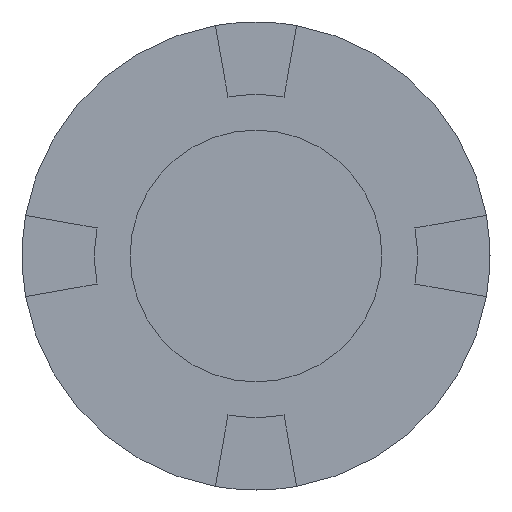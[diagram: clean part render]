
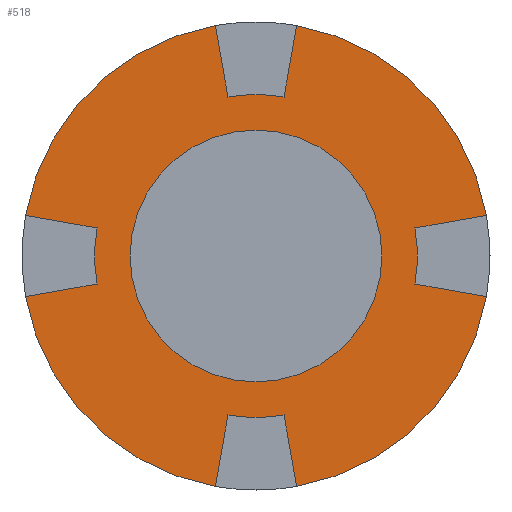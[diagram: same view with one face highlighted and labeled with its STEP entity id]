
A CAD part, front view. The second image highlights one B-rep face of the part: STEP entity #518.
In plain terms, the highlighted planar face has unit normal (0, -1, 0).
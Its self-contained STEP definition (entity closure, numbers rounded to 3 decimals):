
#1=CARTESIAN_POINT('',(0.,-11.125,0.));
#2=DIRECTION('',(0.,1.,0.));
#3=DIRECTION('',(0.,0.,-1.));
#4=AXIS2_PLACEMENT_3D('',#1,#2,#3);
#6=CARTESIAN_POINT('',(0.,-11.125,0.));
#7=DIRECTION('',(0.,1.,0.));
#8=DIRECTION('',(0.,0.,1.));
#9=AXIS2_PLACEMENT_3D('',#6,#7,#8);
#11=DIRECTION('',(0.985,0.,0.174));
#12=VECTOR('',#11,1.63);
#13=CARTESIAN_POINT('',(3.565,-11.125,0.629));
#14=LINE('',#13,#12);
#15=CARTESIAN_POINT('',(0.,-11.125,0.));
#16=DIRECTION('',(0.,-1.,0.));
#17=DIRECTION('',(0.985,0.,-0.174));
#18=AXIS2_PLACEMENT_3D('',#15,#16,#17);
#20=DIRECTION('',(-0.985,0.,0.174));
#21=VECTOR('',#20,1.63);
#22=CARTESIAN_POINT('',(5.17,-11.125,-0.912));
#23=LINE('',#22,#21);
#24=CARTESIAN_POINT('',(0.,-11.125,0.));
#25=DIRECTION('',(0.,-1.,0.));
#26=DIRECTION('',(0.174,0.,-0.985));
#27=AXIS2_PLACEMENT_3D('',#24,#25,#26);
#29=DIRECTION('',(0.174,0.,-0.985));
#30=VECTOR('',#29,1.63);
#31=CARTESIAN_POINT('',(0.629,-11.125,-3.565));
#32=LINE('',#31,#30);
#33=CARTESIAN_POINT('',(0.,-11.125,0.));
#34=DIRECTION('',(0.,-1.,0.));
#35=DIRECTION('',(0.,0.,-1.));
#36=AXIS2_PLACEMENT_3D('',#33,#34,#35);
#38=CARTESIAN_POINT('',(0.,-11.125,0.));
#39=DIRECTION('',(0.,-1.,0.));
#40=DIRECTION('',(-0.174,0.,-0.985));
#41=AXIS2_PLACEMENT_3D('',#38,#39,#40);
#43=DIRECTION('',(0.174,0.,0.985));
#44=VECTOR('',#43,1.63);
#45=CARTESIAN_POINT('',(-0.912,-11.125,-5.17));
#46=LINE('',#45,#44);
#47=CARTESIAN_POINT('',(0.,-11.125,0.));
#48=DIRECTION('',(0.,-1.,0.));
#49=DIRECTION('',(-0.985,0.,-0.174));
#50=AXIS2_PLACEMENT_3D('',#47,#48,#49);
#52=DIRECTION('',(-0.985,0.,-0.174));
#53=VECTOR('',#52,1.63);
#54=CARTESIAN_POINT('',(-3.565,-11.125,-0.629));
#55=LINE('',#54,#53);
#56=CARTESIAN_POINT('',(0.,-11.125,0.));
#57=DIRECTION('',(0.,-1.,0.));
#58=DIRECTION('',(-0.985,0.,0.174));
#59=AXIS2_PLACEMENT_3D('',#56,#57,#58);
#61=DIRECTION('',(0.985,0.,-0.174));
#62=VECTOR('',#61,1.63);
#63=CARTESIAN_POINT('',(-5.17,-11.125,0.912));
#64=LINE('',#63,#62);
#65=CARTESIAN_POINT('',(0.,-11.125,0.));
#66=DIRECTION('',(0.,-1.,0.));
#67=DIRECTION('',(-0.174,0.,0.985));
#68=AXIS2_PLACEMENT_3D('',#65,#66,#67);
#70=DIRECTION('',(-0.174,0.,0.985));
#71=VECTOR('',#70,1.63);
#72=CARTESIAN_POINT('',(-0.629,-11.125,3.565));
#73=LINE('',#72,#71);
#74=CARTESIAN_POINT('',(0.,-11.125,0.));
#75=DIRECTION('',(0.,-1.,0.));
#76=DIRECTION('',(0.,0.,1.));
#77=AXIS2_PLACEMENT_3D('',#74,#75,#76);
#79=CARTESIAN_POINT('',(0.,-11.125,0.));
#80=DIRECTION('',(0.,-1.,0.));
#81=DIRECTION('',(0.174,0.,0.985));
#82=AXIS2_PLACEMENT_3D('',#79,#80,#81);
#84=DIRECTION('',(-0.174,0.,-0.985));
#85=VECTOR('',#84,1.63);
#86=CARTESIAN_POINT('',(0.912,-11.125,5.17));
#87=LINE('',#86,#85);
#88=CARTESIAN_POINT('',(0.,-11.125,0.));
#89=DIRECTION('',(0.,-1.,0.));
#90=DIRECTION('',(0.985,0.,0.174));
#91=AXIS2_PLACEMENT_3D('',#88,#89,#90);
#363=CARTESIAN_POINT('',(3.565,-11.125,0.629));
#364=CARTESIAN_POINT('',(5.17,-11.125,0.912));
#365=VERTEX_POINT('',#363);
#366=VERTEX_POINT('',#364);
#367=CARTESIAN_POINT('',(0.912,-11.125,5.17));
#368=CARTESIAN_POINT('',(0.629,-11.125,3.565));
#369=VERTEX_POINT('',#367);
#370=VERTEX_POINT('',#368);
#371=CARTESIAN_POINT('',(0.,-11.125,3.62));
#372=CARTESIAN_POINT('',(-0.629,-11.125,3.565));
#373=VERTEX_POINT('',#371);
#374=VERTEX_POINT('',#372);
#375=CARTESIAN_POINT('',(-0.912,-11.125,5.17));
#376=VERTEX_POINT('',#375);
#377=CARTESIAN_POINT('',(-5.17,-11.125,0.912));
#378=CARTESIAN_POINT('',(-3.565,-11.125,0.629));
#379=VERTEX_POINT('',#377);
#380=VERTEX_POINT('',#378);
#381=CARTESIAN_POINT('',(-3.565,-11.125,-0.629));
#382=VERTEX_POINT('',#381);
#383=CARTESIAN_POINT('',(-5.17,-11.125,-0.912));
#384=VERTEX_POINT('',#383);
#385=CARTESIAN_POINT('',(-0.912,-11.125,-5.17));
#386=CARTESIAN_POINT('',(-0.629,-11.125,-3.565));
#387=VERTEX_POINT('',#385);
#388=VERTEX_POINT('',#386);
#389=CARTESIAN_POINT('',(0.,-11.125,-3.62));
#390=CARTESIAN_POINT('',(0.629,-11.125,-3.565));
#391=VERTEX_POINT('',#389);
#392=VERTEX_POINT('',#390);
#393=CARTESIAN_POINT('',(0.912,-11.125,-5.17));
#394=VERTEX_POINT('',#393);
#395=CARTESIAN_POINT('',(5.17,-11.125,-0.912));
#396=CARTESIAN_POINT('',(3.565,-11.125,-0.629));
#397=VERTEX_POINT('',#395);
#398=VERTEX_POINT('',#396);
#435=CARTESIAN_POINT('',(0.,-11.125,-2.825));
#437=VERTEX_POINT('',#435);
#439=CARTESIAN_POINT('',(0.,-11.125,2.825));
#441=VERTEX_POINT('',#439);
#469=CARTESIAN_POINT('',(0.,-11.125,2.825));
#470=DIRECTION('',(0.,-1.,0.));
#471=DIRECTION('',(0.,0.,-1.));
#472=AXIS2_PLACEMENT_3D('',#469,#470,#471);
#473=PLANE('',#472);
#475=ORIENTED_EDGE('',*,*,#474,.F.);
#477=ORIENTED_EDGE('',*,*,#476,.F.);
#479=ORIENTED_EDGE('',*,*,#478,.F.);
#481=ORIENTED_EDGE('',*,*,#480,.F.);
#483=ORIENTED_EDGE('',*,*,#482,.F.);
#485=ORIENTED_EDGE('',*,*,#484,.F.);
#487=ORIENTED_EDGE('',*,*,#486,.F.);
#489=ORIENTED_EDGE('',*,*,#488,.F.);
#491=ORIENTED_EDGE('',*,*,#490,.F.);
#493=ORIENTED_EDGE('',*,*,#492,.F.);
#495=ORIENTED_EDGE('',*,*,#494,.F.);
#497=ORIENTED_EDGE('',*,*,#496,.F.);
#499=ORIENTED_EDGE('',*,*,#498,.F.);
#501=ORIENTED_EDGE('',*,*,#500,.F.);
#503=ORIENTED_EDGE('',*,*,#502,.F.);
#505=ORIENTED_EDGE('',*,*,#504,.F.);
#507=ORIENTED_EDGE('',*,*,#506,.F.);
#509=ORIENTED_EDGE('',*,*,#508,.F.);
#510=EDGE_LOOP('',(#475,#477,#479,#481,#483,#485,#487,#489,#491,#493,#495,#497,
#499,#501,#503,#505,#507,#509));
#511=FACE_OUTER_BOUND('',#510,.F.);
#513=ORIENTED_EDGE('',*,*,#512,.F.);
#515=ORIENTED_EDGE('',*,*,#514,.F.);
#516=EDGE_LOOP('',(#513,#515));
#517=FACE_BOUND('',#516,.F.);
#518=ADVANCED_FACE('',(#511,#517),#473,.T.);
#5=CIRCLE('',#4,2.825);
#10=CIRCLE('',#9,2.825);
#19=CIRCLE('',#18,3.62);
#28=CIRCLE('',#27,5.25);
#37=CIRCLE('',#36,3.62);
#42=CIRCLE('',#41,3.62);
#51=CIRCLE('',#50,5.25);
#60=CIRCLE('',#59,3.62);
#69=CIRCLE('',#68,5.25);
#78=CIRCLE('',#77,3.62);
#83=CIRCLE('',#82,3.62);
#92=CIRCLE('',#91,5.25);
#474=EDGE_CURVE('',#365,#366,#14,.T.);
#476=EDGE_CURVE('',#398,#365,#19,.T.);
#478=EDGE_CURVE('',#397,#398,#23,.T.);
#480=EDGE_CURVE('',#394,#397,#28,.T.);
#482=EDGE_CURVE('',#392,#394,#32,.T.);
#484=EDGE_CURVE('',#391,#392,#37,.T.);
#486=EDGE_CURVE('',#388,#391,#42,.T.);
#488=EDGE_CURVE('',#387,#388,#46,.T.);
#490=EDGE_CURVE('',#384,#387,#51,.T.);
#492=EDGE_CURVE('',#382,#384,#55,.T.);
#494=EDGE_CURVE('',#380,#382,#60,.T.);
#496=EDGE_CURVE('',#379,#380,#64,.T.);
#498=EDGE_CURVE('',#376,#379,#69,.T.);
#500=EDGE_CURVE('',#374,#376,#73,.T.);
#502=EDGE_CURVE('',#373,#374,#78,.T.);
#504=EDGE_CURVE('',#370,#373,#83,.T.);
#506=EDGE_CURVE('',#369,#370,#87,.T.);
#508=EDGE_CURVE('',#366,#369,#92,.T.);
#512=EDGE_CURVE('',#437,#441,#5,.T.);
#514=EDGE_CURVE('',#441,#437,#10,.T.);
